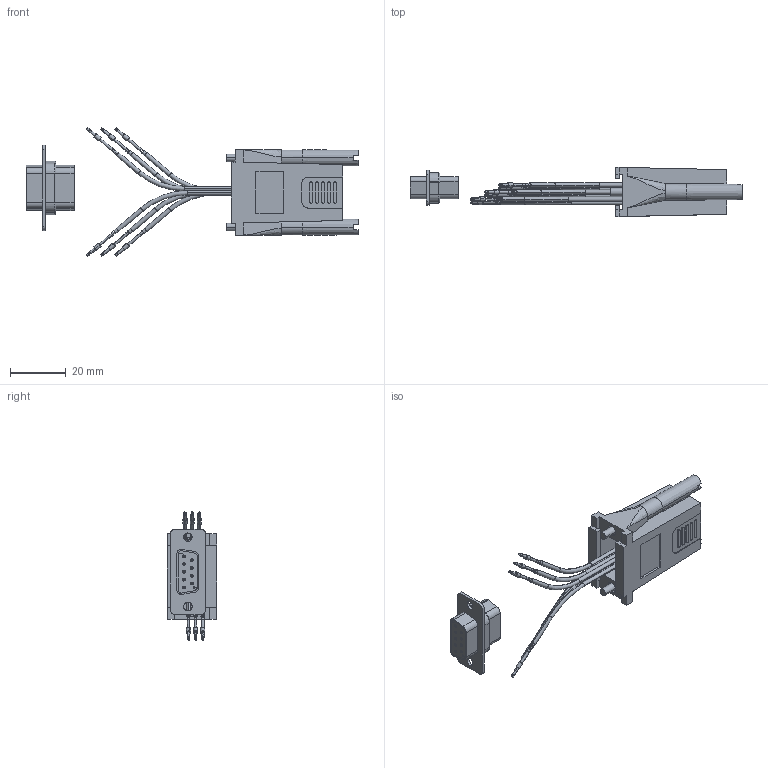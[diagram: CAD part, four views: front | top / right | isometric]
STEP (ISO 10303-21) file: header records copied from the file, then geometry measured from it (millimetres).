
FILE_DESCRIPTION (( 'STEP AP203' ), '1' );
FILE_NAME ('REC096F.STEP', '2006-06-23T20:13:23', ( 'lcom' ), ( 'lcom' ), 'SwSTEP 2.0', 'SolidWorks 2006004', '' );
FILE_SCHEMA (( 'CONFIG_CONTROL_DESIGN' ));
Length unit declared in the file: inch
Products named in the file (13): C&P9F; CRIMP&POKE F; 3AA07-037; REC096-MA1; REC096F; 3AC08-005; 3AC08-006; REC096F-MA1; 3AC08-010; 3AC08-007; 3AC08-009; 3AC08-008
Assembly tree (27 placements, depth 3):
  REC096F
    REC096F-MA1
      CRIMP&POKE F  x6
      3AC08-007
      3AC08-008
      3AC08-010
      3AC08-005
      3AC08-009
      3AC08-006
    3AA07-037  x2
    REC096-MA1
    C&P9F
      CRIMP&POKE F  x9
      C&P9F
Bounding box: 119.57 x 17.78 x 46.17 mm (x, y, z)
Volume: 11991.9 mm3; surface area: 14149 mm2
Topology: 25 solids, 25 shells, 995 faces, 2558 edges, 1687 vertices
Faces by surface type: plane 491, cylinder 390, cone 79, torus 22, bspline 13
Entity records: 17740 total; most frequent: CARTESIAN_POINT 3841, DIRECTION 2599, ORIENTED_EDGE 2456, EDGE_CURVE 1228, AXIS2_PLACEMENT_3D 929, VERTEX_POINT 805, LINE 741, VECTOR 741
